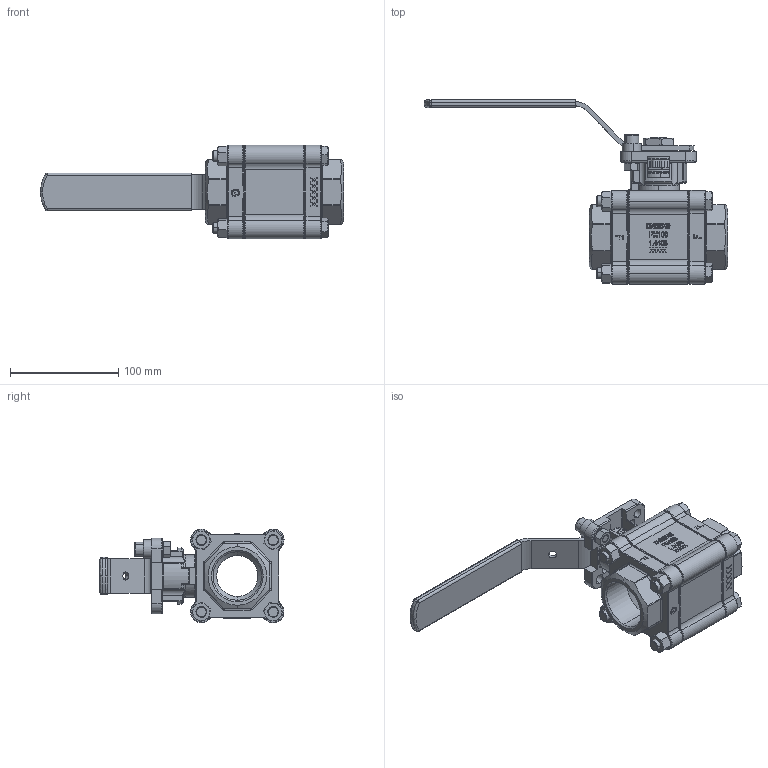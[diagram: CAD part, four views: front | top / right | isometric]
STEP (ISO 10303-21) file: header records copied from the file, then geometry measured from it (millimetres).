
FILE_DESCRIPTION (( 'STEP AP214' ), '1' );
FILE_NAME ('2417D.702R Typ A24D DN40 FB BSPP.STEP', '2019-07-22T11:57:25', ( '' ), ( '' ), 'SwSTEP 2.0', 'SolidWorks 2017', '' );
FILE_SCHEMA (( 'AUTOMOTIVE_DESIGN' ));
Length unit declared in the file: millimetre
Products named in the file (1): 2417D.702R Typ A24D DN40 FB BSPP
Bounding box: 280.45 x 170.24 x 86.47 mm (x, y, z)
Volume: 522424.5 mm3; surface area: 196514.2 mm2
Topology: 26 solids, 26 shells, 1524 faces, 4116 edges, 2698 vertices
Faces by surface type: plane 501, cylinder 432, bspline 233, cone 206, torus 152
Entity records: 79334 total; most frequent: CARTESIAN_POINT 25686, ORIENTED_EDGE 8112, DIRECTION 6916, EDGE_CURVE 4056, VERTEX_POINT 2698, AXIS2_PLACEMENT_3D 2585, LINE 1746, VECTOR 1746
